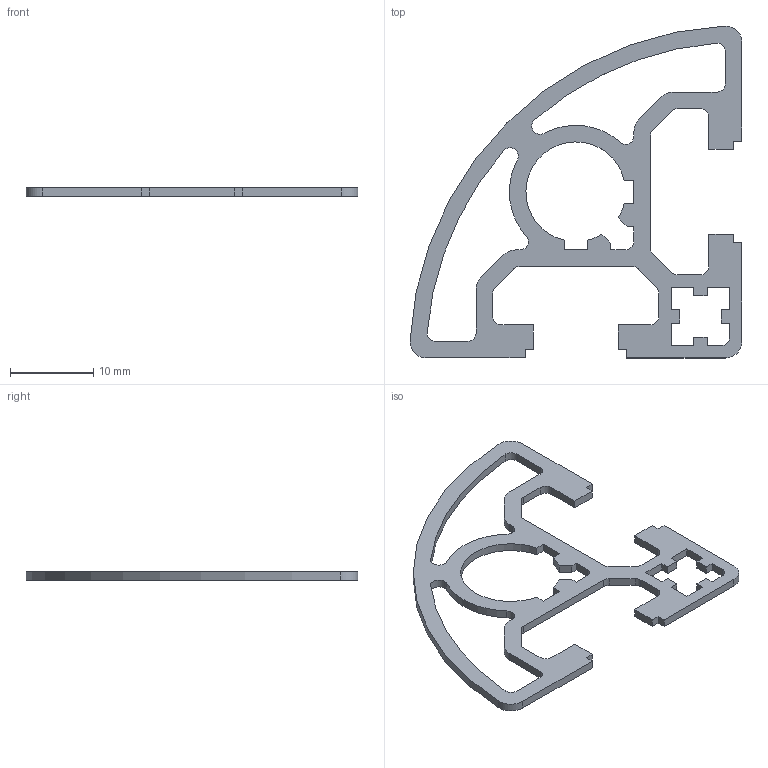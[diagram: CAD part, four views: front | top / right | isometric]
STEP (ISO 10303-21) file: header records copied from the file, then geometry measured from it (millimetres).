
FILE_DESCRIPTION(/* description */ ('Profilo 40x40 raggiato'),/* implementation_level */ '2;1');
FILE_NAME(/* name */ 'PG4040R.stp',/* time_stamp */ '2021-02-19T16:07:43+01:00',/* author */ ('omnitec'),/* organization */ (''),/* preprocessor_version */ 'ST-DEVELOPER v18.1',/* originating_system */ 'Autodesk Inventor 2021',/* authorisation */ '');
FILE_SCHEMA (('AUTOMOTIVE_DESIGN { 1 0 10303 214 3 1 1 }'));
Length unit declared in the file: millimetre
Products named in the file (1): PG4040R---1,0
Bounding box: 39.94 x 39.94 x 1 mm (x, y, z)
Volume: 475.1 mm3; surface area: 1368.1 mm2
Topology: 1 solids, 1 shells, 109 faces, 321 edges, 214 vertices
Faces by surface type: plane 72, cylinder 37
Entity records: 3686 total; most frequent: CARTESIAN_POINT 645, ORIENTED_EDGE 642, DIRECTION 615, EDGE_CURVE 321, LINE 247, VECTOR 247, VERTEX_POINT 214, AXIS2_PLACEMENT_3D 184
